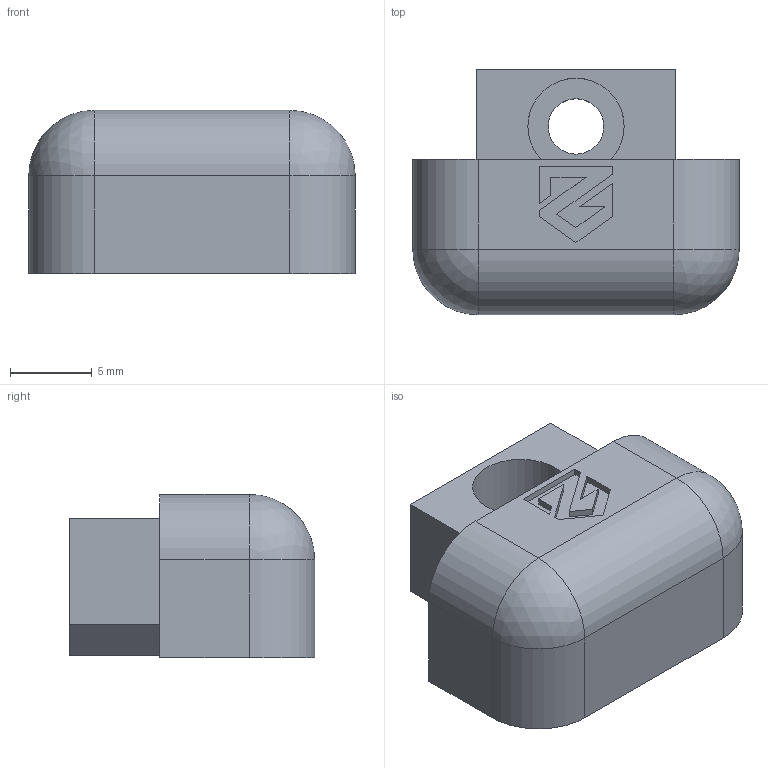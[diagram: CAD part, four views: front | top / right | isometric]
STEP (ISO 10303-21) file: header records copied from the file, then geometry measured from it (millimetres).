
FILE_DESCRIPTION(/* description */ (''),/* implementation_level */ '2;1');
FILE_NAME(/* name */ 'Linear Rail Endstops - logo edition - deboss v2.step',/* time_stamp */ '2021-07-21T23:41:34+10:00',/* author */ (''),/* organization */ (''),/* preprocessor_version */ 'ST-DEVELOPER v18.1',/* originating_system */ 'Autodesk Translation Framework v10.9.0.1377',/* authorisation */ '');
FILE_SCHEMA (('AUTOMOTIVE_DESIGN { 1 0 10303 214 3 1 1 }'));
Length unit declared in the file: millimetre
Products named in the file (4): Linear Rail Endstops - logo edition - deboss; MGN12 Linear Rail Bumpstop Caps; Cover; Stopper
Assembly tree (3 placements, depth 3):
  Linear Rail Endstops - logo edition - deboss
    MGN12 Linear Rail Bumpstop Caps
      Cover
      Stopper
Bounding box: 20 x 15.03 x 10 mm (x, y, z)
Volume: 1427.1 mm3; surface area: 1609.9 mm2
Topology: 2 solids, 2 shells, 49 faces, 123 edges, 80 vertices
Faces by surface type: plane 40, cylinder 7, sphere 2
Full cylindrical faces by diameter (mm): 3.4 x1, 5.9 x1
Entity records: 1552 total; most frequent: CARTESIAN_POINT 259, DIRECTION 249, ORIENTED_EDGE 246, EDGE_CURVE 123, LINE 109, VECTOR 109, VERTEX_POINT 80, AXIS2_PLACEMENT_3D 70
